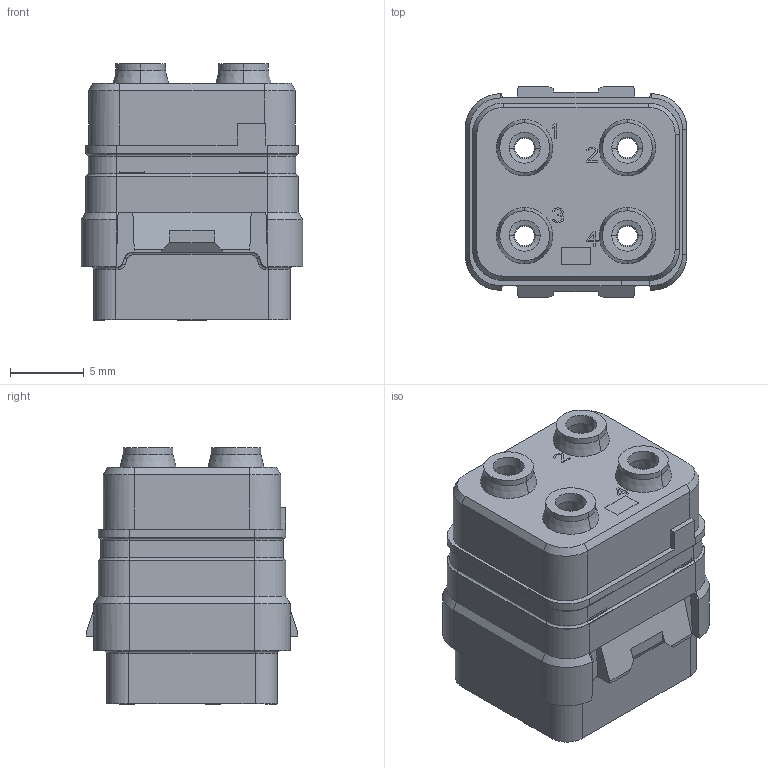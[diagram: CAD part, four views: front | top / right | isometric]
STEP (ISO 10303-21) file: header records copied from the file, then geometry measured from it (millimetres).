
FILE_DESCRIPTION((''),'2;1');
FILE_NAME('SIMM0412PN','2019-12-02T',('presta_be4'),(''),'CREO PARAMETRIC BY PTC INC, 2018360','CREO PARAMETRIC BY PTC INC, 2018360','');
FILE_SCHEMA(('CONFIG_CONTROL_DESIGN'));
Length unit declared in the file: millimetre
Products named in the file (1): SIMM0412PN
Bounding box: 15 x 14.3 x 17.34 mm (x, y, z)
Volume: 1576.7 mm3; surface area: 2956.7 mm2
Topology: 1 solids, 1 shells, 799 faces, 2000 edges, 1244 vertices
Faces by surface type: plane 415, cylinder 160, torus 116, cone 100, bspline 8
Entity records: 24162 total; most frequent: CARTESIAN_POINT 4700, DIRECTION 4127, ORIENTED_EDGE 4000, EDGE_CURVE 2000, AXIS2_PLACEMENT_3D 1396, VECTOR 1335, LINE 1335, VERTEX_POINT 1244
